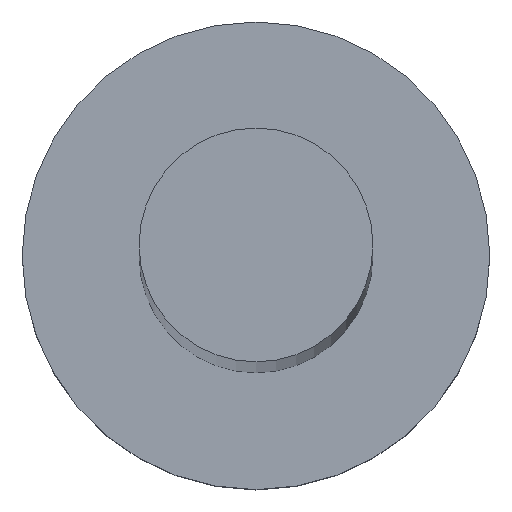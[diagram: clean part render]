
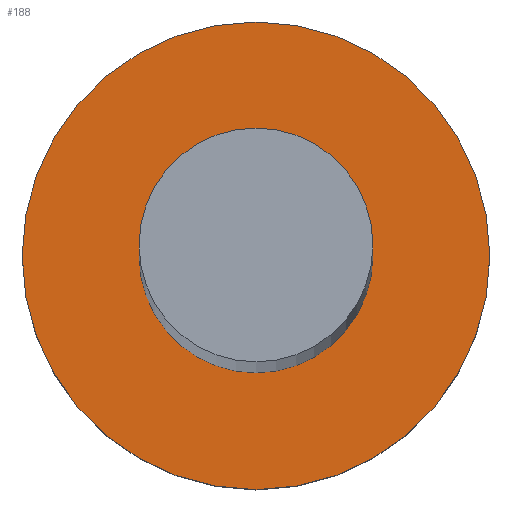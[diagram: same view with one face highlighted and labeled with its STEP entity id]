
A CAD part, top view. The second image highlights one B-rep face of the part: STEP entity #188.
In plain terms, the highlighted planar face has unit normal (0, 0, 1).
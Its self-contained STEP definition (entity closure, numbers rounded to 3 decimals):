
#4 = CARTESIAN_POINT ( 'NONE',  ( 0., 0., 5. ) ) ;
#6 = CARTESIAN_POINT ( 'NONE',  ( -3., 0., 5. ) ) ;
#15 = CARTESIAN_POINT ( 'NONE',  ( 0., 0., 5. ) ) ;
#22 = DIRECTION ( 'NONE',  ( 1., 0., 0. ) ) ;
#26 = VERTEX_POINT ( 'NONE', #108 ) ;
#27 = AXIS2_PLACEMENT_3D ( 'NONE', #139, #160, #218 ) ;
#41 = DIRECTION ( 'NONE',  ( 0., 0., 1. ) ) ;
#44 = AXIS2_PLACEMENT_3D ( 'NONE', #15, #238, #22 ) ;
#50 = AXIS2_PLACEMENT_3D ( 'NONE', #4, #138, #80 ) ;
#57 = DIRECTION ( 'NONE',  ( 0., 0., 1. ) ) ;
#59 = VERTEX_POINT ( 'NONE', #166 ) ;
#72 = ORIENTED_EDGE ( 'NONE', *, *, #156, .F. ) ;
#80 = DIRECTION ( 'NONE',  ( 1., 0., 0. ) ) ;
#83 = AXIS2_PLACEMENT_3D ( 'NONE', #255, #41, #175 ) ;
#99 = FACE_OUTER_BOUND ( 'NONE', #202, .T. ) ;
#102 = VERTEX_POINT ( 'NONE', #6 ) ;
#103 = FACE_BOUND ( 'NONE', #120, .T. ) ;
#108 = CARTESIAN_POINT ( 'NONE',  ( 6., 0., 5. ) ) ;
#120 = EDGE_LOOP ( 'NONE', ( #223, #72 ) ) ;
#121 = EDGE_CURVE ( 'NONE', #102, #131, #239, .T. ) ;
#124 = CARTESIAN_POINT ( 'NONE',  ( 3., 0., 5. ) ) ;
#127 = ORIENTED_EDGE ( 'NONE', *, *, #184, .T. ) ;
#131 = VERTEX_POINT ( 'NONE', #124 ) ;
#138 = DIRECTION ( 'NONE',  ( 0., 0., 1. ) ) ;
#139 = CARTESIAN_POINT ( 'NONE',  ( 0., 0., 5. ) ) ;
#142 = DIRECTION ( 'NONE',  ( 1., 0., 0. ) ) ;
#156 = EDGE_CURVE ( 'NONE', #131, #102, #162, .T. ) ;
#160 = DIRECTION ( 'NONE',  ( 0., 0., 1. ) ) ;
#162 = CIRCLE ( 'NONE', #83, 3. ) ;
#166 = CARTESIAN_POINT ( 'NONE',  ( -6., 0., 5. ) ) ;
#172 = PLANE ( 'NONE',  #50 ) ;
#175 = DIRECTION ( 'NONE',  ( 1., 0., 0. ) ) ;
#176 = CIRCLE ( 'NONE', #44, 6. ) ;
#178 = CARTESIAN_POINT ( 'NONE',  ( 0., 0., 5. ) ) ;
#179 = CIRCLE ( 'NONE', #27, 6. ) ;
#184 = EDGE_CURVE ( 'NONE', #59, #26, #176, .T. ) ;
#188 = ADVANCED_FACE ( 'NONE', ( #103, #99 ), #172, .T. ) ;
#199 = ORIENTED_EDGE ( 'NONE', *, *, #241, .T. ) ;
#202 = EDGE_LOOP ( 'NONE', ( #127, #199 ) ) ;
#208 = AXIS2_PLACEMENT_3D ( 'NONE', #178, #57, #142 ) ;
#218 = DIRECTION ( 'NONE',  ( 1., 0., 0. ) ) ;
#223 = ORIENTED_EDGE ( 'NONE', *, *, #121, .F. ) ;
#238 = DIRECTION ( 'NONE',  ( 0., 0., 1. ) ) ;
#239 = CIRCLE ( 'NONE', #208, 3. ) ;
#241 = EDGE_CURVE ( 'NONE', #26, #59, #179, .T. ) ;
#255 = CARTESIAN_POINT ( 'NONE',  ( 0., 0., 5. ) ) ;
